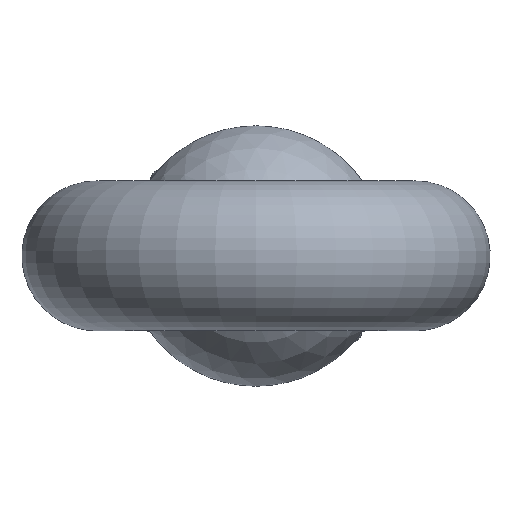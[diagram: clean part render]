
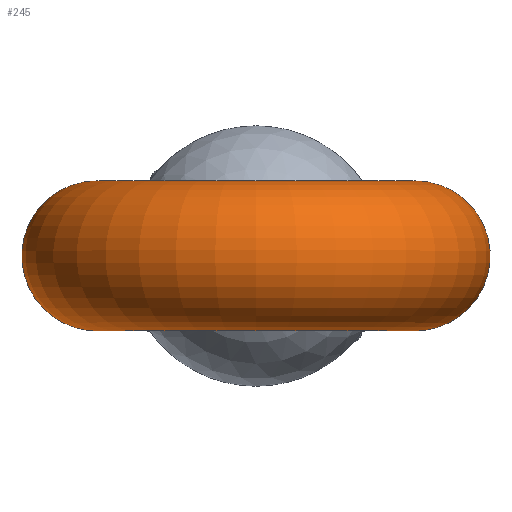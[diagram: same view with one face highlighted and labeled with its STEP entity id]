
A CAD part, top view. The second image highlights one B-rep face of the part: STEP entity #245.
In plain terms, the highlighted toroidal (fillet/blend) face has major radius 4.25 mm and minor radius 2 mm.
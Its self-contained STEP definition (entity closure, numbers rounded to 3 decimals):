
#25=FACE_BOUND($,#88,.T.);
#42=TOROIDAL_SURFACE($,#280,4.25,2.);
#63=FACE_OUTER_BOUND($,#87,.T.);
#87=EDGE_LOOP($,(#129));
#88=EDGE_LOOP($,(#130));
#129=ORIENTED_EDGE($,*,*,#173,.T.);
#130=ORIENTED_EDGE($,*,*,#174,.T.);
#173=EDGE_CURVE($,#197,#197,#220,.T.);
#174=EDGE_CURVE($,#198,#198,#221,.T.);
#197=VERTEX_POINT($,#425);
#198=VERTEX_POINT($,#428);
#220=CIRCLE($,#279,4.25);
#221=CIRCLE($,#281,4.25);
#245=ADVANCED_FACE($,(#63,#25),#42,.T.);
#279=AXIS2_PLACEMENT_3D($,#426,#331,#332);
#280=AXIS2_PLACEMENT_3D($,#427,#333,#334);
#281=AXIS2_PLACEMENT_3D($,#429,#335,#336);
#331=DIRECTION('center_axis',(0.,-1.,0.));
#332=DIRECTION('ref_axis',(-1.,0.,0.));
#333=DIRECTION('center_axis',(0.,-1.,0.));
#334=DIRECTION('ref_axis',(1.,0.,0.));
#335=DIRECTION('center_axis',(0.,1.,0.));
#336=DIRECTION('ref_axis',(-1.,0.,0.));
#425=CARTESIAN_POINT('',(4.25,2.,10.25));
#426=CARTESIAN_POINT('Origin',(0.,2.,10.25));
#427=CARTESIAN_POINT('Origin',(0.,0.,10.25));
#428=CARTESIAN_POINT('',(4.25,-2.,10.25));
#429=CARTESIAN_POINT('Origin',(0.,-2.,10.25));
